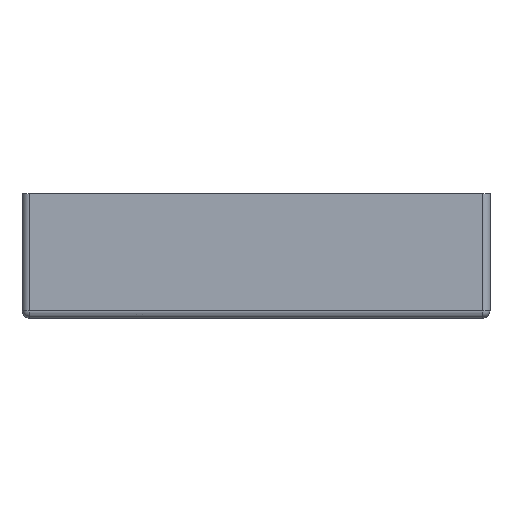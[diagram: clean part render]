
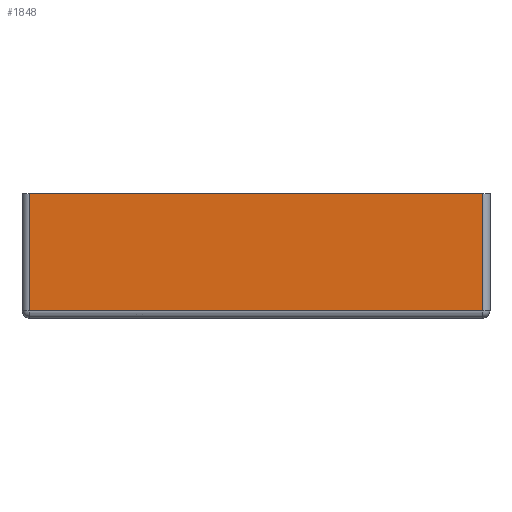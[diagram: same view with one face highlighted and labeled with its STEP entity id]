
A CAD part, front view. The second image highlights one B-rep face of the part: STEP entity #1848.
In plain terms, the highlighted planar face has unit normal (0, -1, 0).
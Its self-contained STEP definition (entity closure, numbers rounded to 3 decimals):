
#494 = VERTEX_POINT('',#495);
#495 = CARTESIAN_POINT('',(-45.5,-80.,25.));
#502 = EDGE_CURVE('',#494,#503,#505,.T.);
#503 = VERTEX_POINT('',#504);
#504 = CARTESIAN_POINT('',(45.5,-80.,25.));
#505 = LINE('',#506,#507);
#506 = CARTESIAN_POINT('',(-47.,-80.,25.));
#507 = VECTOR('',#508,1.);
#508 = DIRECTION('',(1.,0.,0.));
#1772 = VERTEX_POINT('',#1773);
#1773 = CARTESIAN_POINT('',(45.5,-80.,1.5));
#1782 = EDGE_CURVE('',#1772,#503,#1783,.T.);
#1783 = LINE('',#1784,#1785);
#1784 = CARTESIAN_POINT('',(45.5,-80.,0.));
#1785 = VECTOR('',#1786,1.);
#1786 = DIRECTION('',(0.,0.,1.));
#1848 = ADVANCED_FACE('',(#1849),#1867,.F.);
#1849 = FACE_BOUND('',#1850,.F.);
#1850 = EDGE_LOOP('',(#1851,#1852,#1853,#1861));
#1851 = ORIENTED_EDGE('',*,*,#502,.T.);
#1852 = ORIENTED_EDGE('',*,*,#1782,.F.);
#1853 = ORIENTED_EDGE('',*,*,#1854,.F.);
#1854 = EDGE_CURVE('',#1855,#1772,#1857,.T.);
#1855 = VERTEX_POINT('',#1856);
#1856 = CARTESIAN_POINT('',(-45.5,-80.,1.5));
#1857 = LINE('',#1858,#1859);
#1858 = CARTESIAN_POINT('',(-47.,-80.,1.5));
#1859 = VECTOR('',#1860,1.);
#1860 = DIRECTION('',(1.,0.,0.));
#1861 = ORIENTED_EDGE('',*,*,#1862,.T.);
#1862 = EDGE_CURVE('',#1855,#494,#1863,.T.);
#1863 = LINE('',#1864,#1865);
#1864 = CARTESIAN_POINT('',(-45.5,-80.,0.));
#1865 = VECTOR('',#1866,1.);
#1866 = DIRECTION('',(0.,0.,1.));
#1867 = PLANE('',#1868);
#1868 = AXIS2_PLACEMENT_3D('',#1869,#1870,#1871);
#1869 = CARTESIAN_POINT('',(-47.,-80.,0.));
#1870 = DIRECTION('',(0.,1.,0.));
#1871 = DIRECTION('',(1.,0.,0.));
